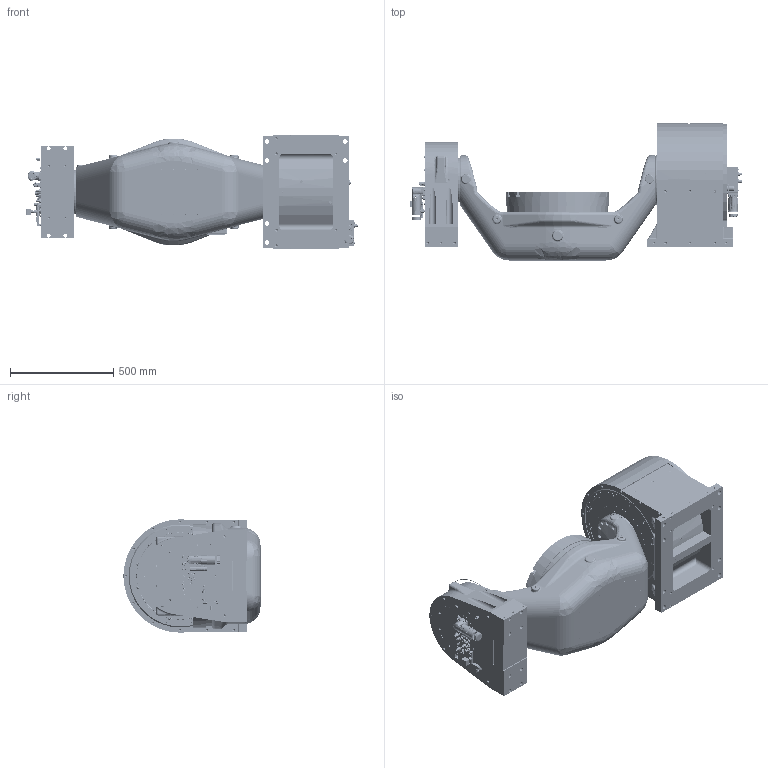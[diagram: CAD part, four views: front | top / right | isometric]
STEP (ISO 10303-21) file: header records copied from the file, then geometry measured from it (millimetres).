
FILE_DESCRIPTION(/* description */ (''),/* implementation_level */ '2;1');
FILE_NAME(/* name */ 'RAB-500.stp',/* time_stamp */ '2021-08-17T18:24:06+08:00',/* author */ ('jiabin'),/* organization */ (''),/* preprocessor_version */ 'ST-DEVELOPER v18',/* originating_system */ 'Autodesk Inventor 2020',/* authorisation */ '');
FILE_SCHEMA (('AUTOMOTIVE_DESIGN { 1 0 10303 214 3 1 1 }'));
Products named in the file (1): RAB-500_Shrinkwrap_1
Bounding box: 1611.03 x 665 x 550 mm (x, y, z)
Volume: 616.2 mm3; surface area: 5686901.1 mm2
Topology: 10 solids, 472 shells, 5874 faces, 22585 edges, 16901 vertices
Faces by surface type: plane 3130, cylinder 1243, bspline 623, cone 550, torus 287, sphere 41
Full cylindrical faces by diameter (mm): 1 x12, 1.25 x3, 2.013 x2, 2.387 x4, 2.7 x4, 2.8 x1, 3.242 x1, 4 x2, 4.134 x4, 4.3 x2, 4.5 x8, 4.8 x1, 5 x1, 5.4 x1, 5.5 x4, 6 x2, 6.647 x42, 6.9 x1, 7 x14, 7.6 x12, 8 x40, 8.06 x4, 8.07 x2, 8.376 x2, 8.5 x6, 8.98 x1, 9 x10, 9.5 x13, 9.87 x2, 10 x47
Entity records: 289222 total; most frequent: CARTESIAN_POINT 102447, ORIENTED_EDGE 36170, DIRECTION 34035, EDGE_CURVE 22409, VERTEX_POINT 16902, AXIS2_PLACEMENT_3D 11623, LINE 10789, VECTOR 10789
